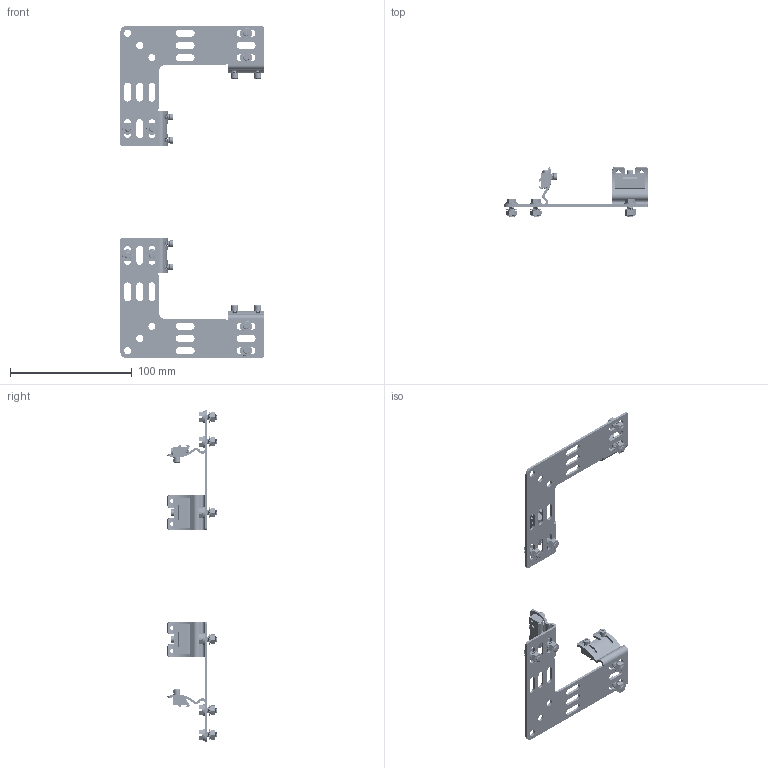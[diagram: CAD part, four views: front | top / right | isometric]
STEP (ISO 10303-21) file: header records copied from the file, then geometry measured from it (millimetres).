
FILE_DESCRIPTION((''),'2;1');
FILE_NAME('147230_ASM','2019-04-04T10:38:22',('pdmadmin'),('BANNER ENGINEERING'),'CREO PARAMETRIC BY PTC INC, 2018300','CREO PARAMETRIC BY PTC INC, 2018300','');
FILE_SCHEMA(('CONFIG_CONTROL_DESIGN'));
Length unit declared in the file: inch
Products named in the file (14): 144418; 142171; 58892; 119057; 58892_GENERIC; 159330; 168324; 168324_WASHER_LOCK; 168324_WASHER_FLAT; 168324_ASM; 159329; 123308; 82846_ASM; 147230_ASM
Assembly tree (41 placements, depth 4):
  147230_ASM
    82846_ASM
      144418
      142171
      58892  x4
      119057  x8
      58892_GENERIC  x4
      159330  x4
      168324_ASM  x8
        168324
        168324_WASHER_LOCK
        168324_WASHER_FLAT
      159329  x4
      123308  x3
Bounding box: 117.8 x 40.6 x 272.6 mm (x, y, z)
Volume: 37713.4 mm3; surface area: 50042.4 mm2
Topology: 53 solids, 73 shells, 3009 faces, 8128 edges, 5247 vertices
Faces by surface type: cylinder 1378, plane 1294, bspline 198, cone 123, torus 16
Entity records: 45777 total; most frequent: CARTESIAN_POINT 25693, ORIENTED_EDGE 4308, DIRECTION 3808, EDGE_CURVE 2162, VERTEX_POINT 1399, AXIS2_PLACEMENT_3D 1308, VECTOR 1192, LINE 1192
